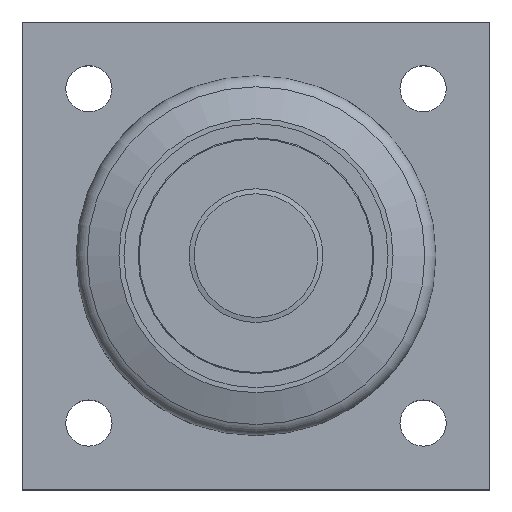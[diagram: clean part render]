
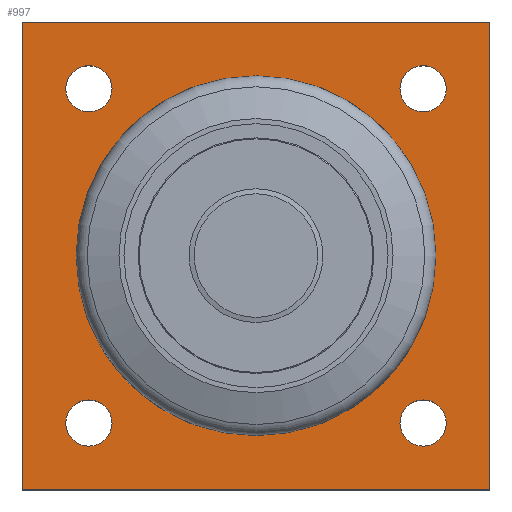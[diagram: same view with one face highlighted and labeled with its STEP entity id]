
A CAD part, top view. The second image highlights one B-rep face of the part: STEP entity #997.
In plain terms, the highlighted planar face has unit normal (0, 0, 1).
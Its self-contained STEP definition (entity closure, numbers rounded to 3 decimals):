
#54=FACE_BOUND('',#231,.T.);
#55=FACE_BOUND('',#232,.T.);
#56=FACE_BOUND('',#233,.T.);
#57=FACE_BOUND('',#234,.T.);
#68=CIRCLE('',#1082,6.918);
#69=CIRCLE('',#1083,6.918);
#70=CIRCLE('',#1084,6.918);
#71=CIRCLE('',#1085,6.918);
#72=CIRCLE('',#1086,6.918);
#73=CIRCLE('',#1087,6.918);
#74=CIRCLE('',#1088,6.918);
#75=CIRCLE('',#1089,6.918);
#172=FACE_OUTER_BOUND('',#230,.T.);
#230=EDGE_LOOP('',(#624,#625,#626,#627));
#231=EDGE_LOOP('',(#628,#629));
#232=EDGE_LOOP('',(#630,#631));
#233=EDGE_LOOP('',(#632,#633));
#234=EDGE_LOOP('',(#634,#635));
#302=LINE('',#1608,#340);
#303=LINE('',#1610,#341);
#304=LINE('',#1612,#342);
#305=LINE('',#1613,#343);
#340=VECTOR('',#1246,10.);
#341=VECTOR('',#1247,10.);
#342=VECTOR('',#1248,10.);
#343=VECTOR('',#1249,10.);
#378=VERTEX_POINT('',#1606);
#379=VERTEX_POINT('',#1607);
#380=VERTEX_POINT('',#1609);
#381=VERTEX_POINT('',#1611);
#382=VERTEX_POINT('',#1614);
#383=VERTEX_POINT('',#1615);
#384=VERTEX_POINT('',#1618);
#385=VERTEX_POINT('',#1619);
#386=VERTEX_POINT('',#1622);
#387=VERTEX_POINT('',#1623);
#388=VERTEX_POINT('',#1626);
#389=VERTEX_POINT('',#1627);
#482=EDGE_CURVE('',#378,#379,#302,.T.);
#483=EDGE_CURVE('',#380,#378,#303,.T.);
#484=EDGE_CURVE('',#381,#380,#304,.T.);
#485=EDGE_CURVE('',#379,#381,#305,.T.);
#486=EDGE_CURVE('',#382,#383,#68,.T.);
#487=EDGE_CURVE('',#383,#382,#69,.T.);
#488=EDGE_CURVE('',#384,#385,#70,.T.);
#489=EDGE_CURVE('',#385,#384,#71,.T.);
#490=EDGE_CURVE('',#386,#387,#72,.T.);
#491=EDGE_CURVE('',#387,#386,#73,.T.);
#492=EDGE_CURVE('',#388,#389,#74,.T.);
#493=EDGE_CURVE('',#389,#388,#75,.T.);
#624=ORIENTED_EDGE('',*,*,#482,.F.);
#625=ORIENTED_EDGE('',*,*,#483,.F.);
#626=ORIENTED_EDGE('',*,*,#484,.F.);
#627=ORIENTED_EDGE('',*,*,#485,.F.);
#628=ORIENTED_EDGE('',*,*,#486,.T.);
#629=ORIENTED_EDGE('',*,*,#487,.T.);
#630=ORIENTED_EDGE('',*,*,#488,.T.);
#631=ORIENTED_EDGE('',*,*,#489,.T.);
#632=ORIENTED_EDGE('',*,*,#490,.T.);
#633=ORIENTED_EDGE('',*,*,#491,.T.);
#634=ORIENTED_EDGE('',*,*,#492,.T.);
#635=ORIENTED_EDGE('',*,*,#493,.T.);
#908=PLANE('',#1081);
#997=ADVANCED_FACE('',(#172,#54,#55,#56,#57),#908,.T.);
#1081=AXIS2_PLACEMENT_3D('',#1605,#1244,#1245);
#1082=AXIS2_PLACEMENT_3D('',#1616,#1250,#1251);
#1083=AXIS2_PLACEMENT_3D('',#1617,#1252,#1253);
#1084=AXIS2_PLACEMENT_3D('',#1620,#1254,#1255);
#1085=AXIS2_PLACEMENT_3D('',#1621,#1256,#1257);
#1086=AXIS2_PLACEMENT_3D('',#1624,#1258,#1259);
#1087=AXIS2_PLACEMENT_3D('',#1625,#1260,#1261);
#1088=AXIS2_PLACEMENT_3D('',#1628,#1262,#1263);
#1089=AXIS2_PLACEMENT_3D('',#1629,#1264,#1265);
#1244=DIRECTION('center_axis',(0.,0.,1.));
#1245=DIRECTION('ref_axis',(1.,0.,0.));
#1246=DIRECTION('',(0.,1.,0.));
#1247=DIRECTION('',(-1.,0.,0.));
#1248=DIRECTION('',(0.,-1.,0.));
#1249=DIRECTION('',(1.,0.,0.));
#1250=DIRECTION('center_axis',(0.,0.,-1.));
#1251=DIRECTION('ref_axis',(1.,0.,0.));
#1252=DIRECTION('center_axis',(0.,0.,-1.));
#1253=DIRECTION('ref_axis',(1.,0.,0.));
#1254=DIRECTION('center_axis',(0.,0.,-1.));
#1255=DIRECTION('ref_axis',(1.,0.,0.));
#1256=DIRECTION('center_axis',(0.,0.,-1.));
#1257=DIRECTION('ref_axis',(1.,0.,0.));
#1258=DIRECTION('center_axis',(0.,0.,-1.));
#1259=DIRECTION('ref_axis',(1.,0.,0.));
#1260=DIRECTION('center_axis',(0.,0.,-1.));
#1261=DIRECTION('ref_axis',(1.,0.,0.));
#1262=DIRECTION('center_axis',(0.,0.,-1.));
#1263=DIRECTION('ref_axis',(1.,0.,0.));
#1264=DIRECTION('center_axis',(0.,0.,-1.));
#1265=DIRECTION('ref_axis',(1.,0.,0.));
#1605=CARTESIAN_POINT('Origin',(70.,70.,20.));
#1606=CARTESIAN_POINT('',(0.,0.,20.));
#1607=CARTESIAN_POINT('',(0.,140.,20.));
#1608=CARTESIAN_POINT('',(0.,140.,20.));
#1609=CARTESIAN_POINT('',(140.,0.,20.));
#1610=CARTESIAN_POINT('',(0.,0.,20.));
#1611=CARTESIAN_POINT('',(140.,140.,20.));
#1612=CARTESIAN_POINT('',(140.,0.,20.));
#1613=CARTESIAN_POINT('',(140.,140.,20.));
#1614=CARTESIAN_POINT('',(26.917,120.,20.));
#1615=CARTESIAN_POINT('',(13.082,120.,20.));
#1616=CARTESIAN_POINT('Origin',(20.,120.,20.));
#1617=CARTESIAN_POINT('Origin',(20.,120.,20.));
#1618=CARTESIAN_POINT('',(126.918,120.,20.));
#1619=CARTESIAN_POINT('',(113.083,120.,20.));
#1620=CARTESIAN_POINT('Origin',(120.,120.,20.));
#1621=CARTESIAN_POINT('Origin',(120.,120.,20.));
#1622=CARTESIAN_POINT('',(126.918,20.,20.));
#1623=CARTESIAN_POINT('',(113.083,20.,20.));
#1624=CARTESIAN_POINT('Origin',(120.,20.,20.));
#1625=CARTESIAN_POINT('Origin',(120.,20.,20.));
#1626=CARTESIAN_POINT('',(26.917,20.,20.));
#1627=CARTESIAN_POINT('',(13.082,20.,20.));
#1628=CARTESIAN_POINT('Origin',(20.,20.,20.));
#1629=CARTESIAN_POINT('Origin',(20.,20.,20.));
